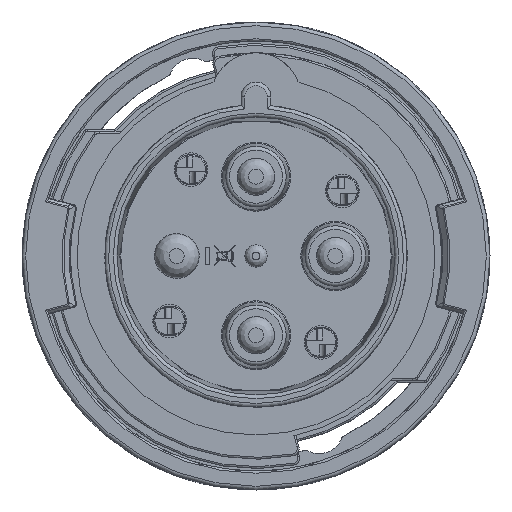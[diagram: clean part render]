
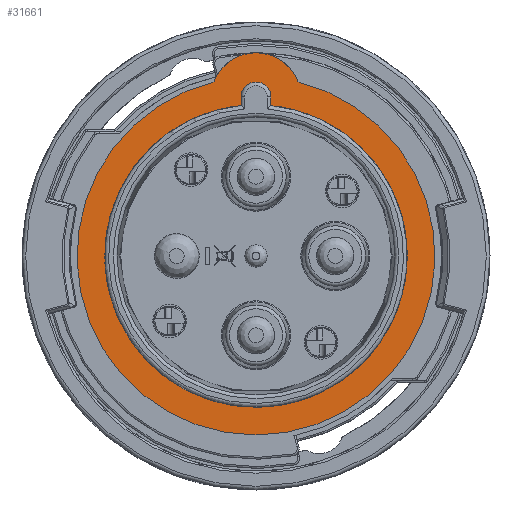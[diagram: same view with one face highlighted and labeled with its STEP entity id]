
A CAD part, front view. The second image highlights one B-rep face of the part: STEP entity #31661.
In plain terms, the highlighted planar face has unit normal (0, -1, 0).
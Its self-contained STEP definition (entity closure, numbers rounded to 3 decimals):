
#2312=FACE_BOUND('',#4996,.T.);
#2388=PLANE('',#33491);
#3198=FACE_OUTER_BOUND('',#4995,.T.);
#4995=EDGE_LOOP('',(#19933,#19934));
#4996=EDGE_LOOP('',(#19935,#19936,#19937,#19938,#19939));
#6865=LINE('',#43395,#8883);
#6866=LINE('',#43398,#8884);
#8883=VECTOR('',#36144,1.);
#8884=VECTOR('',#36147,1.);
#10911=CIRCLE('',#33492,48.);
#10912=CIRCLE('',#33493,12.);
#10913=CIRCLE('',#33494,39.75);
#10914=CIRCLE('',#33495,39.75);
#10915=CIRCLE('',#33496,4.);
#12049=VERTEX_POINT('',#43385);
#12050=VERTEX_POINT('',#43386);
#12051=VERTEX_POINT('',#43389);
#12052=VERTEX_POINT('',#43390);
#12053=VERTEX_POINT('',#43392);
#12054=VERTEX_POINT('',#43394);
#12055=VERTEX_POINT('',#43396);
#15125=EDGE_CURVE('',#12049,#12050,#10911,.T.);
#15126=EDGE_CURVE('',#12050,#12049,#10912,.T.);
#15127=EDGE_CURVE('',#12051,#12052,#10913,.T.);
#15128=EDGE_CURVE('',#12052,#12053,#10914,.T.);
#15129=EDGE_CURVE('',#12053,#12054,#6865,.T.);
#15130=EDGE_CURVE('',#12054,#12055,#10915,.T.);
#15131=EDGE_CURVE('',#12055,#12051,#6866,.T.);
#19933=ORIENTED_EDGE('',*,*,#15125,.T.);
#19934=ORIENTED_EDGE('',*,*,#15126,.T.);
#19935=ORIENTED_EDGE('',*,*,#15127,.T.);
#19936=ORIENTED_EDGE('',*,*,#15128,.T.);
#19937=ORIENTED_EDGE('',*,*,#15129,.T.);
#19938=ORIENTED_EDGE('',*,*,#15130,.T.);
#19939=ORIENTED_EDGE('',*,*,#15131,.T.);
#31661=ADVANCED_FACE('',(#3198,#2312),#2388,.F.);
#33491=AXIS2_PLACEMENT_3D('',#43384,#36134,#36135);
#33492=AXIS2_PLACEMENT_3D('',#43387,#36136,#36137);
#33493=AXIS2_PLACEMENT_3D('',#43388,#36138,#36139);
#33494=AXIS2_PLACEMENT_3D('',#43391,#36140,#36141);
#33495=AXIS2_PLACEMENT_3D('',#43393,#36142,#36143);
#33496=AXIS2_PLACEMENT_3D('',#43397,#36145,#36146);
#36134=DIRECTION('center_axis',(0.,1.,0.));
#36135=DIRECTION('ref_axis',(0.,0.,
1.));
#36136=DIRECTION('center_axis',(0.,-1.,0.));
#36137=DIRECTION('ref_axis',(0.,0.,
1.));
#36138=DIRECTION('center_axis',(0.,-1.,0.));
#36139=DIRECTION('ref_axis',(0.,0.,
1.));
#36140=DIRECTION('center_axis',(0.,1.,0.));
#36141=DIRECTION('ref_axis',(-1.,0.,0.));
#36142=DIRECTION('center_axis',(0.,1.,0.));
#36143=DIRECTION('ref_axis',(-1.,0.,0.));
#36144=DIRECTION('',(0.,0.,1.));
#36145=DIRECTION('center_axis',(0.,1.,0.));
#36146=DIRECTION('ref_axis',(0.,0.,
1.));
#36147=DIRECTION('',(0.,0.,-1.));
#43384=CARTESIAN_POINT('Origin',(0.,46.845,
5.517));
#43385=CARTESIAN_POINT('',(-11.255,46.845,46.662));
#43386=CARTESIAN_POINT('',(11.255,46.845,46.662));
#43387=CARTESIAN_POINT('Origin',(0.,46.845,
0.));
#43388=CARTESIAN_POINT('Origin',(0.,46.845,
42.5));
#43389=CARTESIAN_POINT('',(4.,46.845,39.548));
#43390=CARTESIAN_POINT('',(39.75,46.845,0.));
#43391=CARTESIAN_POINT('Origin',(0.,46.845,
0.));
#43392=CARTESIAN_POINT('',(-4.,46.845,39.548));
#43393=CARTESIAN_POINT('Origin',(0.,46.845,
0.));
#43394=CARTESIAN_POINT('',(-4.,46.845,42.5));
#43395=CARTESIAN_POINT('',(-4.,46.845,39.297));
#43396=CARTESIAN_POINT('',(4.,46.845,42.5));
#43397=CARTESIAN_POINT('Origin',(0.,46.845,
42.5));
#43398=CARTESIAN_POINT('',(4.,46.845,42.5));
